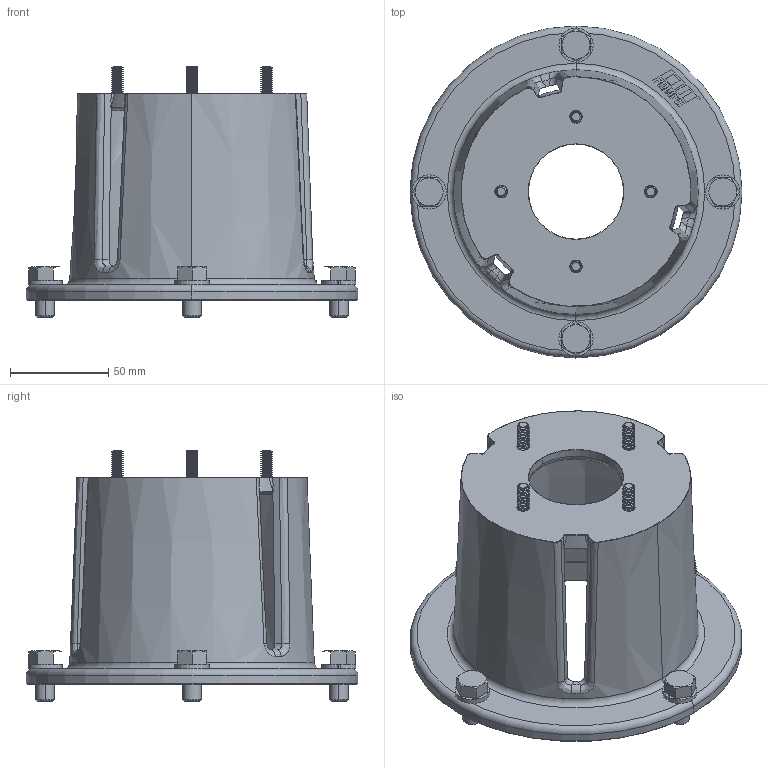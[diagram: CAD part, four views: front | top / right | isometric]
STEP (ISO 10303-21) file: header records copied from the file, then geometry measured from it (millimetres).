
FILE_DESCRIPTION (( 'STEP AP203' ), '1' );
FILE_NAME ('76056.3CP.STEP', '2018-05-11T14:04:04', ( 'IT' ), ( 'Microsoft' ), 'SwSTEP 2.0', 'SolidWorks 2018', '' );
FILE_SCHEMA (( 'CONFIG_CONTROL_DESIGN' ));
Length unit declared in the file: inch
Products named in the file (1): 76056.3CP
Bounding box: 168.66 x 168.66 x 127.65 mm (x, y, z)
Surface area: 117061.8 mm2 (no closed solid volume)
Topology: 0 solids, 28 shells, 581 faces, 1664 edges, 1096 vertices
Faces by surface type: cylinder 300, plane 142, cone 82, bspline 42, torus 15
Entity records: 29161 total; most frequent: CARTESIAN_POINT 16075, ORIENTED_EDGE 2943, DIRECTION 2270, EDGE_CURVE 1664, VERTEX_POINT 1096, AXIS2_PLACEMENT_3D 787, VECTOR 696, LINE 696
